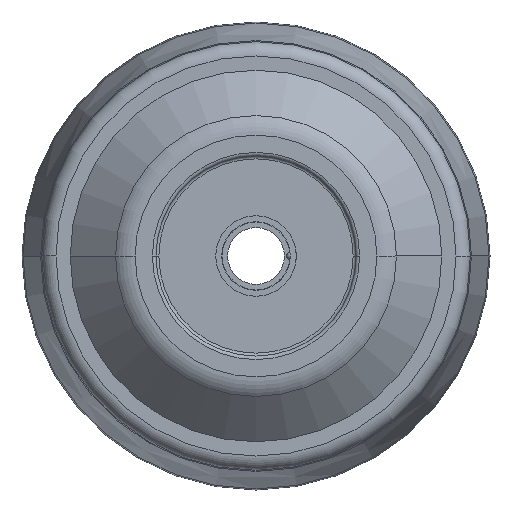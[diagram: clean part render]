
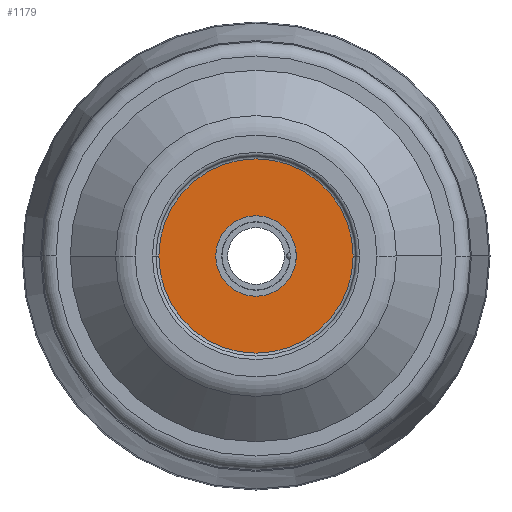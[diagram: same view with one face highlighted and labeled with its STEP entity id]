
A CAD part, left-side view. The second image highlights one B-rep face of the part: STEP entity #1179.
In plain terms, the highlighted planar face has unit normal (-1, 0, 0).
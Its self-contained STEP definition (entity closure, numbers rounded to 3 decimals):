
#65 = FACE_BOUND ( 'NONE', #1989, .T. ) ;
#184 = CIRCLE ( 'NONE', #1481, 13.6 ) ;
#203 = DIRECTION ( 'NONE',  ( 0., 1., 0. ) ) ;
#225 = CIRCLE ( 'NONE', #2280, 5.265 ) ;
#235 = PLANE ( 'NONE',  #606 ) ;
#324 = EDGE_LOOP ( 'NONE', ( #542, #965 ) ) ;
#343 = CIRCLE ( 'NONE', #1054, 13.6 ) ;
#372 = CARTESIAN_POINT ( 'NONE',  ( -48.2, 13.6, 0. ) ) ;
#401 = VERTEX_POINT ( 'NONE', #1008 ) ;
#433 = EDGE_CURVE ( 'NONE', #847, #401, #225, .T. ) ;
#446 = VERTEX_POINT ( 'NONE', #814 ) ;
#461 = DIRECTION ( 'NONE',  ( 1., 0., 0. ) ) ;
#542 = ORIENTED_EDGE ( 'NONE', *, *, #2041, .F. ) ;
#606 = AXIS2_PLACEMENT_3D ( 'NONE', #1168, #1129, #1503 ) ;
#708 = CARTESIAN_POINT ( 'NONE',  ( -48.2, 0., 0. ) ) ;
#725 = DIRECTION ( 'NONE',  ( 1., 0., 0. ) ) ;
#810 = DIRECTION ( 'NONE',  ( 0., 1., 0. ) ) ;
#814 = CARTESIAN_POINT ( 'NONE',  ( -48.2, -13.6, 0. ) ) ;
#821 = ORIENTED_EDGE ( 'NONE', *, *, #433, .T. ) ;
#828 = CIRCLE ( 'NONE', #2134, 5.265 ) ;
#847 = VERTEX_POINT ( 'NONE', #1016 ) ;
#856 = DIRECTION ( 'NONE',  ( 0., -1., 0. ) ) ;
#896 = EDGE_CURVE ( 'NONE', #401, #847, #828, .T. ) ;
#965 = ORIENTED_EDGE ( 'NONE', *, *, #968, .F. ) ;
#968 = EDGE_CURVE ( 'NONE', #446, #2187, #343, .T. ) ;
#1008 = CARTESIAN_POINT ( 'NONE',  ( -48.2, -5.265, 0. ) ) ;
#1016 = CARTESIAN_POINT ( 'NONE',  ( -48.2, 5.265, 0. ) ) ;
#1054 = AXIS2_PLACEMENT_3D ( 'NONE', #2053, #1865, #810 ) ;
#1129 = DIRECTION ( 'NONE',  ( -1., 0., 0. ) ) ;
#1168 = CARTESIAN_POINT ( 'NONE',  ( -48.2, 13.6, 0. ) ) ;
#1179 = ADVANCED_FACE ( 'NONE', ( #65, #1318 ), #235, .T. ) ;
#1185 = DIRECTION ( 'NONE',  ( 1., 0., 0. ) ) ;
#1318 = FACE_OUTER_BOUND ( 'NONE', #324, .T. ) ;
#1382 = CARTESIAN_POINT ( 'NONE',  ( -48.2, 0., 0. ) ) ;
#1387 = CARTESIAN_POINT ( 'NONE',  ( -48.2, 0., 0. ) ) ;
#1481 = AXIS2_PLACEMENT_3D ( 'NONE', #708, #725, #203 ) ;
#1503 = DIRECTION ( 'NONE',  ( 0., -1., 0. ) ) ;
#1865 = DIRECTION ( 'NONE',  ( 1., 0., 0. ) ) ;
#1879 = ORIENTED_EDGE ( 'NONE', *, *, #896, .T. ) ;
#1989 = EDGE_LOOP ( 'NONE', ( #1879, #821 ) ) ;
#2041 = EDGE_CURVE ( 'NONE', #2187, #446, #184, .T. ) ;
#2053 = CARTESIAN_POINT ( 'NONE',  ( -48.2, 0., 0. ) ) ;
#2134 = AXIS2_PLACEMENT_3D ( 'NONE', #1382, #461, #2247 ) ;
#2187 = VERTEX_POINT ( 'NONE', #372 ) ;
#2247 = DIRECTION ( 'NONE',  ( 0., -1., 0. ) ) ;
#2280 = AXIS2_PLACEMENT_3D ( 'NONE', #1387, #1185, #856 ) ;
